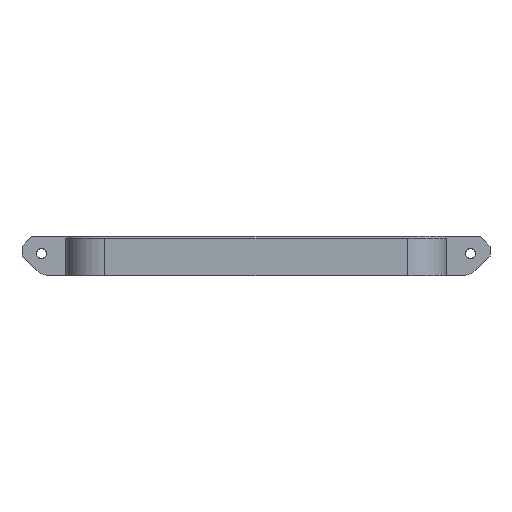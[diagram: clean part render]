
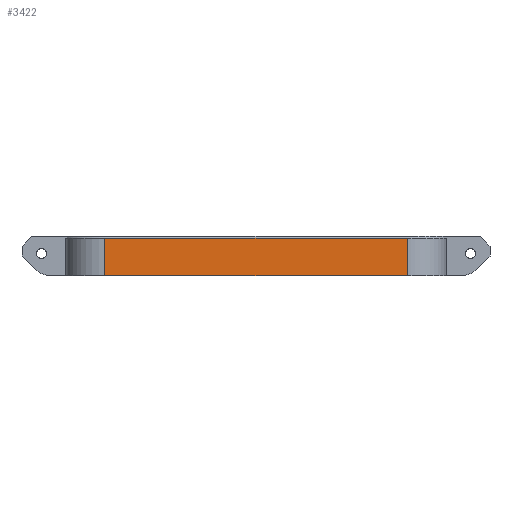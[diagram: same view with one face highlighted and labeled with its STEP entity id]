
A CAD part, left-side view. The second image highlights one B-rep face of the part: STEP entity #3422.
In plain terms, the highlighted planar face has unit normal (-1, 0, 0).
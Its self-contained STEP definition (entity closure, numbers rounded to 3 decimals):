
#36 = EDGE_CURVE ( 'NONE', #64, #3507, #3593, .T. ) ;
#64 = VERTEX_POINT ( 'NONE', #1439 ) ;
#100 = VERTEX_POINT ( 'NONE', #4004 ) ;
#139 = PLANE ( 'NONE',  #619 ) ;
#411 = ORIENTED_EDGE ( 'NONE', *, *, #545, .T. ) ;
#506 = LINE ( 'NONE', #3032, #2090 ) ;
#545 = EDGE_CURVE ( 'NONE', #3507, #2330, #2791, .T. ) ;
#619 = AXIS2_PLACEMENT_3D ( 'NONE', #3933, #2054, #1723 ) ;
#631 = ORIENTED_EDGE ( 'NONE', *, *, #3337, .T. ) ;
#1062 = CARTESIAN_POINT ( 'NONE',  ( 0., 8.5, 0. ) ) ;
#1076 = CARTESIAN_POINT ( 'NONE',  ( 0., 39.5, 2.533 ) ) ;
#1129 = VECTOR ( 'NONE', #1207, 1000. ) ;
#1165 = ORIENTED_EDGE ( 'NONE', *, *, #36, .T. ) ;
#1207 = DIRECTION ( 'NONE',  ( 0., -1., 0. ) ) ;
#1439 = CARTESIAN_POINT ( 'NONE',  ( 0., 39.5, 3.8 ) ) ;
#1599 = CARTESIAN_POINT ( 'NONE',  ( 0., 8.5, 2.533 ) ) ;
#1623 = CARTESIAN_POINT ( 'NONE',  ( 0., 8.5, 1.267 ) ) ;
#1709 = B_SPLINE_CURVE_WITH_KNOTS ( 'NONE', 3,
 ( #3142, #1623, #1599, #2869 ),
 .UNSPECIFIED., .F., .F.,
 ( 4, 4 ),
 ( 0., 0.004 ),
 .UNSPECIFIED. ) ;
#1723 = DIRECTION ( 'NONE',  ( 0., 0., -1. ) ) ;
#2054 = DIRECTION ( 'NONE',  ( 1., 0., 0. ) ) ;
#2088 = DIRECTION ( 'NONE',  ( 0., 1., 0. ) ) ;
#2090 = VECTOR ( 'NONE', #2088, 1000. ) ;
#2295 = FACE_OUTER_BOUND ( 'NONE', #3048, .T. ) ;
#2330 = VERTEX_POINT ( 'NONE', #1062 ) ;
#2545 = ORIENTED_EDGE ( 'NONE', *, *, #4093, .T. ) ;
#2665 = CARTESIAN_POINT ( 'NONE',  ( 0., 39.5, 3.8 ) ) ;
#2703 = CARTESIAN_POINT ( 'NONE',  ( 0., 39.5, 0. ) ) ;
#2791 = LINE ( 'NONE', #4030, #1129 ) ;
#2869 = CARTESIAN_POINT ( 'NONE',  ( 0., 8.5, 3.8 ) ) ;
#3032 = CARTESIAN_POINT ( 'NONE',  ( 0., 0., 3.8 ) ) ;
#3048 = EDGE_LOOP ( 'NONE', ( #631, #2545, #1165, #411 ) ) ;
#3142 = CARTESIAN_POINT ( 'NONE',  ( 0., 8.5, 0. ) ) ;
#3337 = EDGE_CURVE ( 'NONE', #2330, #100, #1709, .T. ) ;
#3422 = ADVANCED_FACE ( 'NONE', ( #2295 ), #139, .F. ) ;
#3507 = VERTEX_POINT ( 'NONE', #2703 ) ;
#3593 = B_SPLINE_CURVE_WITH_KNOTS ( 'NONE', 3,
 ( #2665, #1076, #3674, #4044 ),
 .UNSPECIFIED., .F., .F.,
 ( 4, 4 ),
 ( 0., 0.004 ),
 .UNSPECIFIED. ) ;
#3674 = CARTESIAN_POINT ( 'NONE',  ( 0., 39.5, 1.267 ) ) ;
#3933 = CARTESIAN_POINT ( 'NONE',  ( 0., 0., 4. ) ) ;
#4004 = CARTESIAN_POINT ( 'NONE',  ( 0., 8.5, 3.8 ) ) ;
#4030 = CARTESIAN_POINT ( 'NONE',  ( 0., 0., 0. ) ) ;
#4044 = CARTESIAN_POINT ( 'NONE',  ( 0., 39.5, 0. ) ) ;
#4093 = EDGE_CURVE ( 'NONE', #100, #64, #506, .T. ) ;
